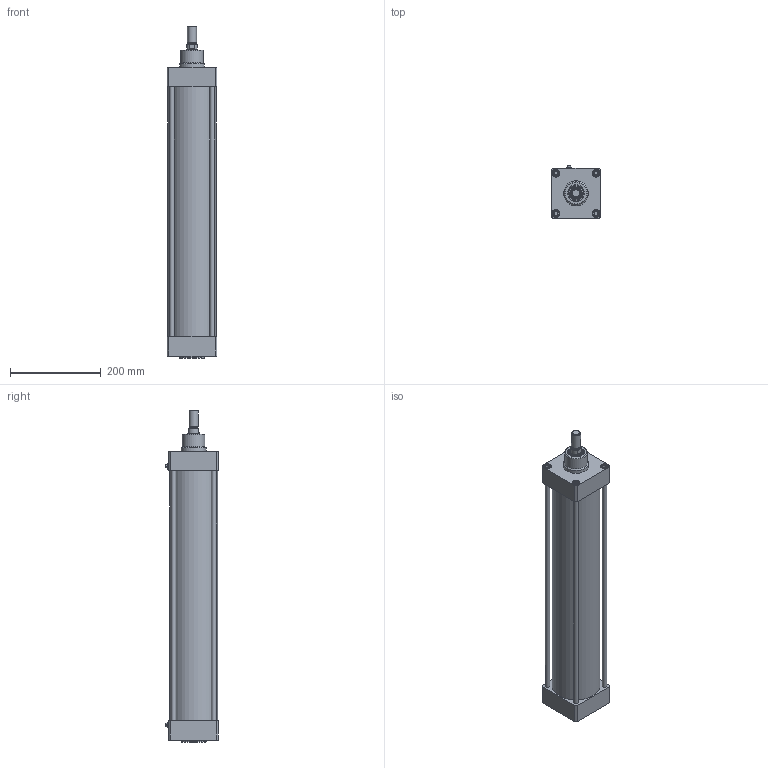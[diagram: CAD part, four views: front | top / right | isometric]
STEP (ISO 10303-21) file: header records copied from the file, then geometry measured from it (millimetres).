
FILE_DESCRIPTION(/* description */ (''),/* implementation_level */ '2;1');
FILE_NAME(/* name */ 'tm_100-500_es.stp',/* time_stamp */ '2017-09-13T10:17:04+02:00',/* author */ ('leitheußer'),/* organization */ (''),/* preprocessor_version */ 'ST-DEVELOPER v15.6',/* originating_system */ 'Autodesk Inventor LT ',/* authorisation */ '');
FILE_SCHEMA (('AUTOMOTIVE_DESIGN { 1 0 10303 214 3 1 1 }'));
Length unit declared in the file: millimetre
Products named in the file (1): CDEMA100_0500_XF
Bounding box: 110 x 117 x 733 mm (x, y, z)
Volume: 2407566.4 mm3; surface area: 729724.4 mm2
Topology: 32 solids, 32 shells, 556 faces, 1222 edges, 775 vertices
Faces by surface type: plane 226, cylinder 163, cone 109, torus 58
Full cylindrical faces by diameter (mm): 3 x2, 5 x2, 6 x2, 6.647 x2, 7 x4, 8 x2, 8.376 x8, 8.5 x4, 9.6 x2, 9.8 x4, 10 x12, 10.1 x8, 12.5 x2, 16 x8, 16.5 x8, 17.5 x1, 18.376 x1, 18.631 x2, 20 x4, 24 x5, 25 x4, 25.05 x2, 27 x2, 28 x2, 30 x4, 31.5 x2, 35 x6, 40 x4, 50 x1, 55 x2
Entity records: 14348 total; most frequent: CARTESIAN_POINT 2962, DIRECTION 2484, ORIENTED_EDGE 1844, AXIS2_PLACEMENT_3D 1093, EDGE_LOOP 932, EDGE_CURVE 922, VERTEX_POINT 730, FACE_OUTER_BOUND 556
